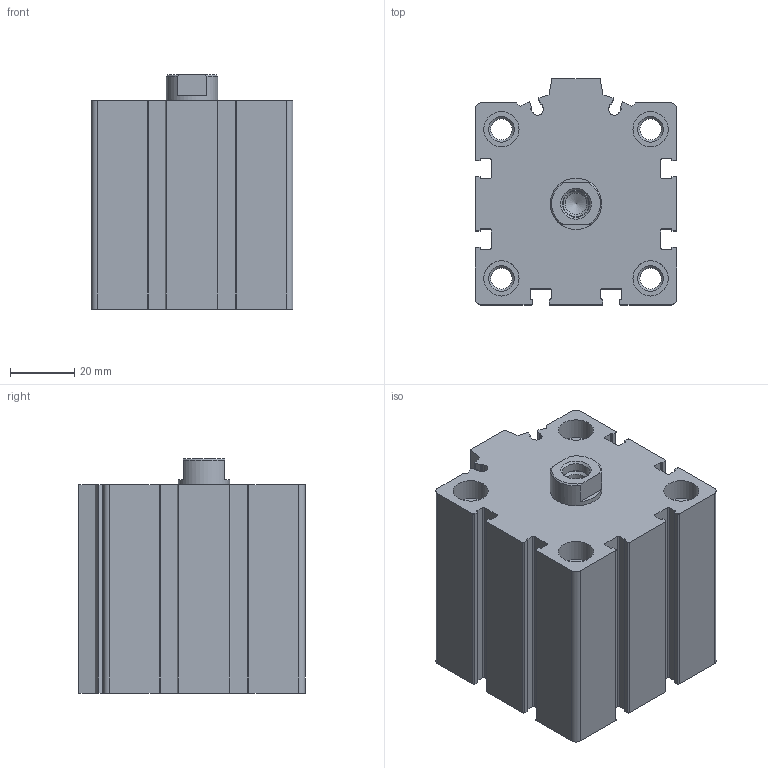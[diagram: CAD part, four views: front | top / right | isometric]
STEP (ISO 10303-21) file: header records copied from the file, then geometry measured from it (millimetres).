
FILE_DESCRIPTION(/* description */ ('STEP AP214'),/* implementation_level */ '2;1');
FILE_NAME(/* name */ '188253_AEVC-50-25-I-P-A',/* time_stamp */ '2024-08-02T19:50:37+02:00',/* author */ ('License CC BY-ND 4.0'),/* organization */ ('CADENAS'),/* preprocessor_version */ 'ST-DEVELOPER v19.3',/* originating_system */ 'PARTsolutions',/* authorisation */ ' ');
FILE_SCHEMA (('AUTOMOTIVE_DESIGN {1 0 10303 214 3 1 1}'));
Length unit declared in the file: millimetre
Products named in the file (3): 188253 AEVC-50-25-I-P-A---(asm_0); 188253 AEVC-50-25-I-P-A---(ZR); 188253 AEVC-50-25-I-P-A---(KS)
Assembly tree (2 placements, depth 2):
  188253 AEVC-50-25-I-P-A---(asm_0)
    188253 AEVC-50-25-I-P-A---(ZR)
    188253 AEVC-50-25-I-P-A---(KS)
Bounding box: 63 x 70.5 x 73 mm (x, y, z)
Volume: 196231.9 mm3; surface area: 54617 mm2
Topology: 2 solids, 2 shells, 208 faces, 551 edges, 369 vertices
Faces by surface type: cylinder 98, plane 96, cone 14
Full cylindrical faces by diameter (mm): 4 x1, 6.647 x9, 6.8 x4, 8.4 x1, 8.566 x1, 11 x8, 16 x2, 50 x2
Entity records: 6255 total; most frequent: DIRECTION 1122, CARTESIAN_POINT 1066, ORIENTED_EDGE 984, EDGE_CURVE 492, AXIS2_PLACEMENT_3D 423, VERTEX_POINT 351, FACE_BOUND 279, EDGE_LOOP 278
